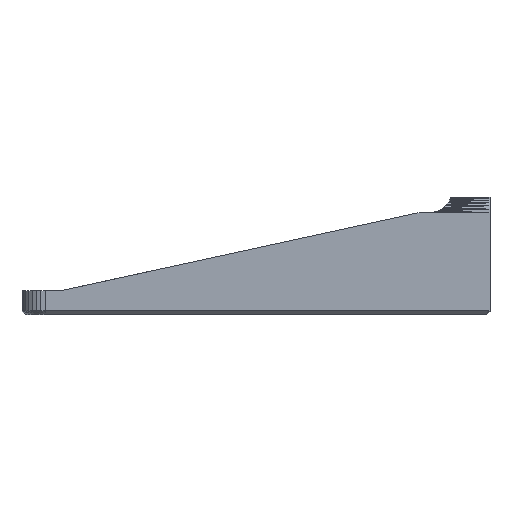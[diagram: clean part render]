
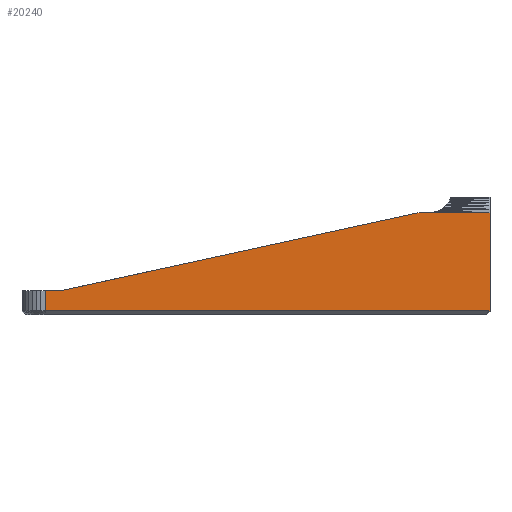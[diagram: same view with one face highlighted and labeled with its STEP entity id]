
A CAD part, top view. The second image highlights one B-rep face of the part: STEP entity #20240.
In plain terms, the highlighted planar face has unit normal (0, 0, 1).
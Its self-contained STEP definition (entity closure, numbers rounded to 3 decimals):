
#32 = VERTEX_POINT('',#33);
#33 = CARTESIAN_POINT('',(3.,0.4,70.));
#6612 = VERTEX_POINT('',#6613);
#6613 = CARTESIAN_POINT('',(52.172,13.,70.));
#7080 = VERTEX_POINT('',#7081);
#7081 = CARTESIAN_POINT('',(60.,13.,70.));
#7148 = EDGE_CURVE('',#6612,#7080,#7149,.T.);
#7149 = LINE('',#7150,#7151);
#7150 = CARTESIAN_POINT('',(52.172,13.,70.));
#7151 = VECTOR('',#7152,1.);
#7152 = DIRECTION('',(1.,0.,0.));
#9072 = VERTEX_POINT('',#9073);
#9073 = CARTESIAN_POINT('',(3.,3.,70.));
#9079 = EDGE_CURVE('',#9080,#9072,#9082,.T.);
#9080 = VERTEX_POINT('',#9081);
#9081 = CARTESIAN_POINT('',(5.,3.,70.));
#9082 = LINE('',#9083,#9084);
#9083 = CARTESIAN_POINT('',(5.,3.,70.));
#9084 = VECTOR('',#9085,1.);
#9085 = DIRECTION('',(-1.,0.,0.));
#19375 = VERTEX_POINT('',#19376);
#19376 = CARTESIAN_POINT('',(50.48,12.908,70.));
#19382 = EDGE_CURVE('',#19383,#19375,#19385,.T.);
#19383 = VERTEX_POINT('',#19384);
#19384 = CARTESIAN_POINT('',(50.762,12.959,70.));
#19385 = LINE('',#19386,#19387);
#19386 = CARTESIAN_POINT('',(50.762,12.959,70.));
#19387 = VECTOR('',#19388,1.);
#19388 = DIRECTION('',(-0.984,-0.178,0.));
#19814 = EDGE_CURVE('',#7080,#19815,#19817,.T.);
#19815 = VERTEX_POINT('',#19816);
#19816 = CARTESIAN_POINT('',(60.,0.4,70.));
#19817 = LINE('',#19818,#19819);
#19818 = CARTESIAN_POINT('',(60.,13.,70.));
#19819 = VECTOR('',#19820,1.);
#19820 = DIRECTION('',(0.,-1.,0.));
#20240 = ADVANCED_FACE('',(#20241),#20287,.T.);
#20241 = FACE_BOUND('',#20242,.T.);
#20242 = EDGE_LOOP('',(#20243,#20244,#20245,#20253,#20261,#20267,#20268,
    #20274,#20275,#20281));
#20243 = ORIENTED_EDGE('',*,*,#19814,.F.);
#20244 = ORIENTED_EDGE('',*,*,#7148,.F.);
#20245 = ORIENTED_EDGE('',*,*,#20246,.T.);
#20246 = EDGE_CURVE('',#6612,#20247,#20249,.T.);
#20247 = VERTEX_POINT('',#20248);
#20248 = CARTESIAN_POINT('',(51.332,13.,70.));
#20249 = LINE('',#20250,#20251);
#20250 = CARTESIAN_POINT('',(52.172,13.,70.));
#20251 = VECTOR('',#20252,1.);
#20252 = DIRECTION('',(-1.,0.,0.));
#20253 = ORIENTED_EDGE('',*,*,#20254,.T.);
#20254 = EDGE_CURVE('',#20247,#20255,#20257,.T.);
#20255 = VERTEX_POINT('',#20256);
#20256 = CARTESIAN_POINT('',(51.046,12.99,70.));
#20257 = LINE('',#20258,#20259);
#20258 = CARTESIAN_POINT('',(51.332,13.,70.));
#20259 = VECTOR('',#20260,1.);
#20260 = DIRECTION('',(-0.999,-0.036,0.));
#20261 = ORIENTED_EDGE('',*,*,#20262,.T.);
#20262 = EDGE_CURVE('',#20255,#19383,#20263,.T.);
#20263 = LINE('',#20264,#20265);
#20264 = CARTESIAN_POINT('',(51.046,12.99,70.));
#20265 = VECTOR('',#20266,1.);
#20266 = DIRECTION('',(-0.994,-0.107,0.));
#20267 = ORIENTED_EDGE('',*,*,#19382,.T.);
#20268 = ORIENTED_EDGE('',*,*,#20269,.T.);
#20269 = EDGE_CURVE('',#19375,#9080,#20270,.T.);
#20270 = LINE('',#20271,#20272);
#20271 = CARTESIAN_POINT('',(50.48,12.908,70.));
#20272 = VECTOR('',#20273,1.);
#20273 = DIRECTION('',(-0.977,-0.213,0.));
#20274 = ORIENTED_EDGE('',*,*,#9079,.T.);
#20275 = ORIENTED_EDGE('',*,*,#20276,.T.);
#20276 = EDGE_CURVE('',#9072,#32,#20277,.T.);
#20277 = LINE('',#20278,#20279);
#20278 = CARTESIAN_POINT('',(3.,3.,70.));
#20279 = VECTOR('',#20280,1.);
#20280 = DIRECTION('',(0.,-1.,0.));
#20281 = ORIENTED_EDGE('',*,*,#20282,.T.);
#20282 = EDGE_CURVE('',#32,#19815,#20283,.T.);
#20283 = LINE('',#20284,#20285);
#20284 = CARTESIAN_POINT('',(3.,0.4,70.));
#20285 = VECTOR('',#20286,1.);
#20286 = DIRECTION('',(1.,0.,0.));
#20287 = PLANE('',#20288);
#20288 = AXIS2_PLACEMENT_3D('',#20289,#20290,#20291);
#20289 = CARTESIAN_POINT('',(33.658,4.695,70.));
#20290 = DIRECTION('',(0.,0.,1.));
#20291 = DIRECTION('',(1.,0.,0.));
